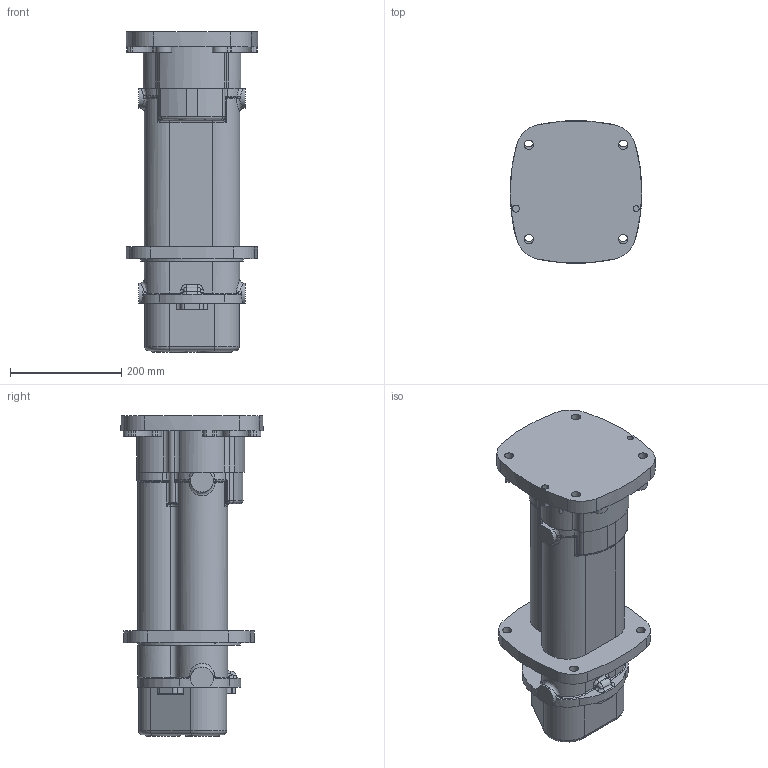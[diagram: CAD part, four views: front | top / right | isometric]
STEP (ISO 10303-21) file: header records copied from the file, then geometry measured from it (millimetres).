
FILE_DESCRIPTION(/* description */ (''),/* implementation_level */ '2;1');
FILE_NAME(/* name */ '22ADAPFULLASSEMBLY.stp',/* time_stamp */ '2018-11-27T10:04:58+10:00',/* author */ ('t.ralph531'),/* organization */ (''),/* preprocessor_version */ 'ST-DEVELOPER v16.5',/* originating_system */ 'Autodesk Inventor 2017',/* authorisation */ '');
FILE_SCHEMA (('AUTOMOTIVE_DESIGN { 1 0 10303 214 3 1 1 }'));
Length unit declared in the file: millimetre
Products named in the file (4): Assembly1; 2023Solid; 2086Solid; 2247Solid
Assembly tree (3 placements, depth 2):
  Assembly1
    2023Solid
    2086Solid
    2247Solid
Bounding box: 236.3 x 255.3 x 575.6 mm (x, y, z)
Volume: 12088201 mm3; surface area: 663106.3 mm2
Topology: 3 solids, 3 shells, 393 faces, 1031 edges, 630 vertices
Faces by surface type: cylinder 175, plane 91, bspline 80, torus 43, sphere 3, cone 1
Full cylindrical faces by diameter (mm): 1 x1, 2.385 x1, 10.592 x1, 12.7 x1, 16.5 x8
Entity records: 14980 total; most frequent: CARTESIAN_POINT 5494, DIRECTION 1980, ORIENTED_EDGE 1976, EDGE_CURVE 988, AXIS2_PLACEMENT_3D 827, VERTEX_POINT 624, CIRCLE 497, EDGE_LOOP 436
